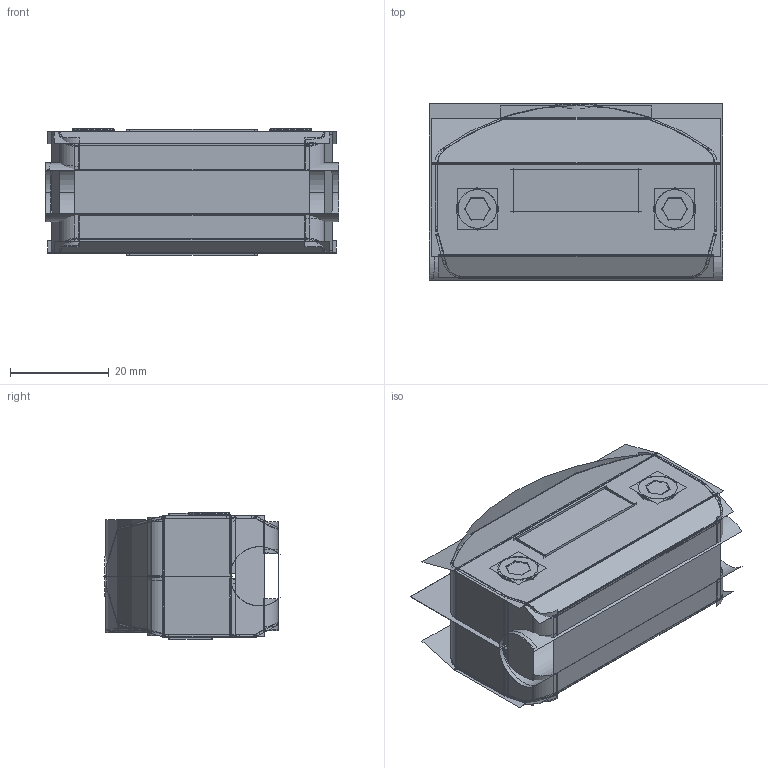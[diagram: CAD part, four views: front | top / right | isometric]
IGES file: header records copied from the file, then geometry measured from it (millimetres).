
Start section:  PTC IGES file: p159-d12_asm.igs
Global section: file name: p159-d12_asm.igs; native system: Pro/ENGINEER by Parametric Technology Corporation; preprocessor: 2003490; author: Antonio Fiore; organization: Unknown; date: 041005.092357; units: millimetre
Bounding box: 59.43 x 35.73 x 25.72 mm (x, y, z)
Surface area: 42197.1 mm2 (no closed solid volume)
Topology: 0 solids, 0 shells, 500 faces, 6538 edges, 8560 vertices
Faces by surface type: revolution 256, bspline 244
